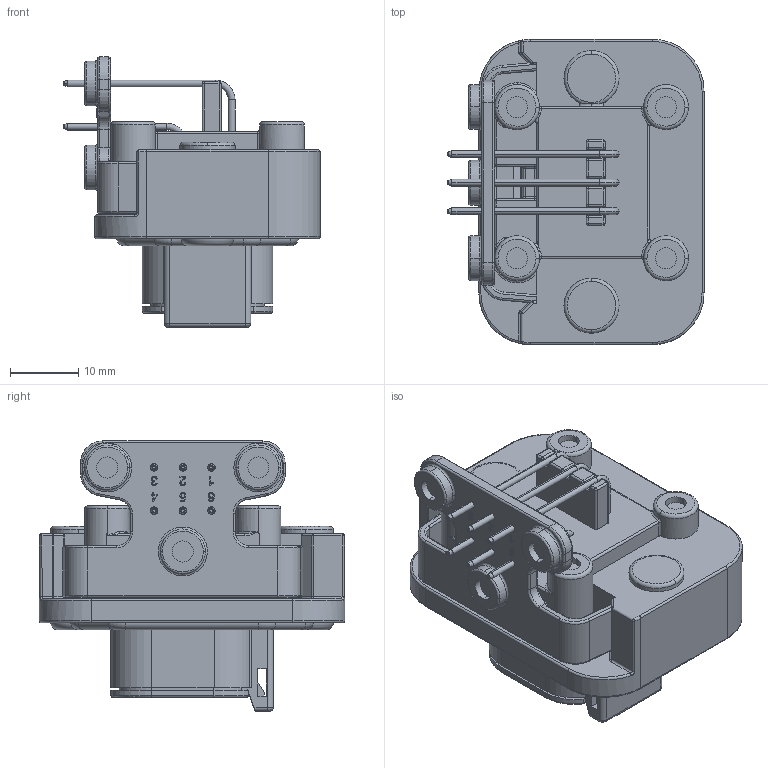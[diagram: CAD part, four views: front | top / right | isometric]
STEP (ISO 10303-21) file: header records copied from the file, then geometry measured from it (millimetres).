
FILE_DESCRIPTION (( 'STEP AP214' ), '1' );
FILE_NAME ('C-ATM13-6P-BM02_3D-test2.STEP', '2018-08-31T15:05:02', ( '' ), ( '' ), 'SwSTEP 2.0', 'SolidWorks 2018', '' );
FILE_SCHEMA (( 'AUTOMOTIVE_DESIGN' ));
Length unit declared in the file: millimetre
Products named in the file (1): C-ATM13-6P-BM02_3D-test2
Bounding box: 37.65 x 44.86 x 39.7 mm (x, y, z)
Volume: 20506.6 mm3; surface area: 12525.9 mm2
Topology: 1 solids, 4 shells, 1335 faces, 3461 edges, 2145 vertices
Faces by surface type: cylinder 403, plane 351, bspline 273, torus 183, cone 82, sphere 43
Entity records: 48486 total; most frequent: CARTESIAN_POINT 18087, ORIENTED_EDGE 6840, DIRECTION 5666, EDGE_CURVE 3420, VERTEX_POINT 2131, AXIS2_PLACEMENT_3D 2108, LINE 1450, VECTOR 1450
